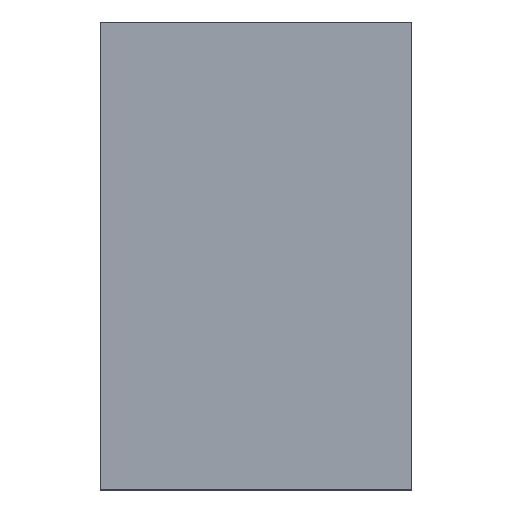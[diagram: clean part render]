
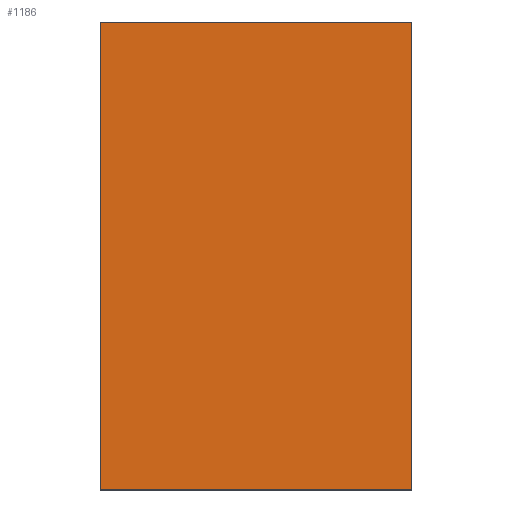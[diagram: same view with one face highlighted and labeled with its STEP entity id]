
A CAD part, top view. The second image highlights one B-rep face of the part: STEP entity #1186.
In plain terms, the highlighted face is planar.
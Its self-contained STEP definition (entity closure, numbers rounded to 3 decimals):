
#491=DIRECTION('',(0.,0.,1.));
#492=VECTOR('',#491,1.2);
#493=CARTESIAN_POINT('',(-0.9,0.45,-0.6));
#494=LINE('',#493,#492);
#498=DIRECTION('',(-1.,0.,0.));
#499=VECTOR('',#498,1.8);
#500=CARTESIAN_POINT('',(0.9,0.45,-0.6));
#501=LINE('',#500,#499);
#505=DIRECTION('',(0.,0.,-1.));
#506=VECTOR('',#505,1.2);
#507=CARTESIAN_POINT('',(0.9,0.45,0.6));
#508=LINE('',#507,#506);
#512=DIRECTION('',(1.,0.,0.));
#513=VECTOR('',#512,1.8);
#514=CARTESIAN_POINT('',(-0.9,0.45,0.6));
#515=LINE('',#514,#513);
#835=CARTESIAN_POINT('',(-0.9,0.45,-0.6));
#836=CARTESIAN_POINT('',(-0.9,0.45,0.6));
#837=VERTEX_POINT('',#835);
#838=VERTEX_POINT('',#836);
#839=CARTESIAN_POINT('',(0.9,0.45,0.6));
#840=VERTEX_POINT('',#839);
#841=CARTESIAN_POINT('',(0.9,0.45,-0.6));
#842=VERTEX_POINT('',#841);
#1175=CARTESIAN_POINT('',(0.,0.45,0.));
#1176=DIRECTION('',(0.,1.,0.));
#1177=DIRECTION('',(1.,0.,0.));
#1178=AXIS2_PLACEMENT_3D('',#1175,#1176,#1177);
#1179=PLANE('',#1178);
#1180=ORIENTED_EDGE('',*,*,#1114,.F.);
#1181=ORIENTED_EDGE('',*,*,#1128,.F.);
#1182=ORIENTED_EDGE('',*,*,#1169,.F.);
#1183=ORIENTED_EDGE('',*,*,#1071,.F.);
#1184=EDGE_LOOP('',(#1180,#1181,#1182,#1183));
#1185=FACE_OUTER_BOUND('',#1184,.F.);
#1071=EDGE_CURVE('',#838,#840,#515,.T.);
#1114=EDGE_CURVE('',#837,#838,#494,.T.);
#1128=EDGE_CURVE('',#842,#837,#501,.T.);
#1169=EDGE_CURVE('',#840,#842,#508,.T.);
#1186=ADVANCED_FACE('',(#1185),#1179,.T.);
